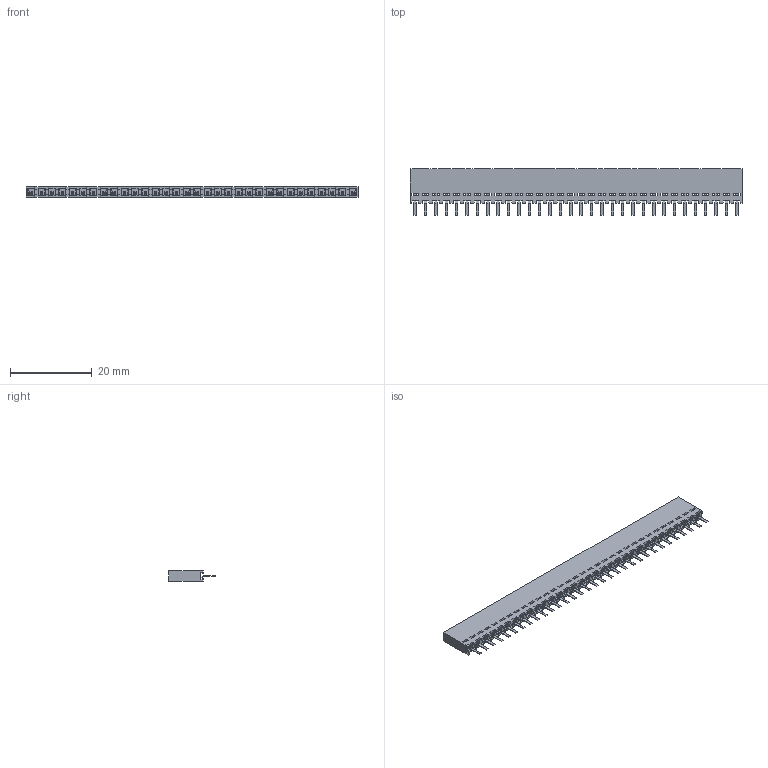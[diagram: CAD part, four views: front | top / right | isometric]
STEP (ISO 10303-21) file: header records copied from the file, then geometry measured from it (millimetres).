
FILE_DESCRIPTION((''),'2;1');
FILE_NAME('901471132','2014-04-10T',('me'),(''),'PRO/ENGINEER BY PARAMETRIC TECHNOLOGY CORPORATION, 2011490','PRO/ENGINEER BY PARAMETRIC TECHNOLOGY CORPORATION, 2011490','');
FILE_SCHEMA(('CONFIG_CONTROL_DESIGN'));
Length unit declared in the file: millimetre
Products named in the file (1): 901471132
Bounding box: 81.28 x 11.4 x 2.54 mm (x, y, z)
Volume: 1401.9 mm3; surface area: 2616.4 mm2
Topology: 1 solids, 1 shells, 1470 faces, 4452 edges, 2904 vertices
Faces by surface type: plane 1470
Entity records: 48915 total; most frequent: ORIENTED_EDGE 8776, CARTESIAN_POINT 8763, DIRECTION 7458, VECTOR 4388, LINE 4388, EDGE_CURVE 4388, VERTEX_POINT 2840, EDGE_LOOP 1582
